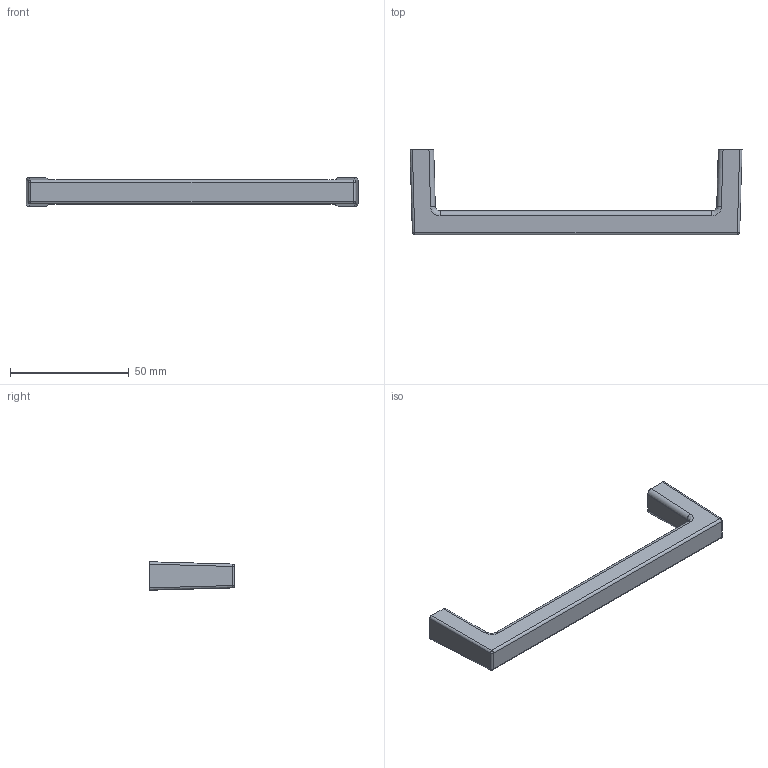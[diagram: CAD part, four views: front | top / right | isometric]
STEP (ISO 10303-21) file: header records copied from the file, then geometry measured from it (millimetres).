
FILE_DESCRIPTION( (''), '2;1');
FILE_NAME ('PC50.7036.THA_158S_2_631.stp','2020-03-13T13:42:25',(''),(''),'spGate 16.7.1','','');
FILE_SCHEMA (('AUTOMOTIVE_DESIGN'));
Length unit declared in the file: millimetre
Bounding box: 140 x 36 x 12 mm (x, y, z)
Volume: 19222.2 mm3; surface area: 7924.5 mm2
Topology: 1 solids, 1 shells, 44 faces, 140 edges, 100 vertices
Faces by surface type: cylinder 20, plane 12, bspline 12
Entity records: 3023 total; most frequent: CARTESIAN_POINT 1042, ORIENTED_EDGE 280, COLOUR_RGB 185, PRESENTATION_STYLE_ASSIGNMENT 185, STYLED_ITEM 185, EDGE_CURVE 140, DRAUGHTING_PRE_DEFINED_CURVE_FONT 140, CURVE_STYLE 140
